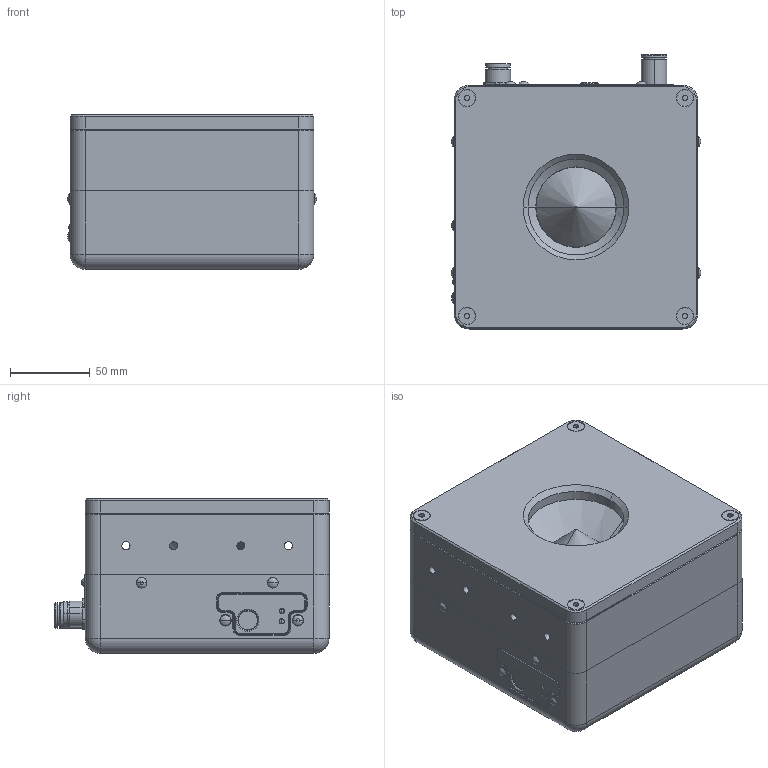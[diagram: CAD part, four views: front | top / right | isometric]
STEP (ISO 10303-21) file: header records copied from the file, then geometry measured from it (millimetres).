
FILE_DESCRIPTION (( 'STEP AP214' ), '1' );
FILE_NAME ('SK-10049- HP60A-15KW-GD-BLU.STEP', '2020-05-22T15:11:14', ( '' ), ( '' ), 'SwSTEP 2.0', 'SolidWorks 2019', '' );
FILE_SCHEMA (( 'AUTOMOTIVE_DESIGN' ));
Length unit declared in the file: millimetre
Products named in the file (2): SK-10049- HP60A-15KW-GD-BLU
Bounding box: 156.11 x 171.43 x 96.84 mm (x, y, z)
Surface area: 206262 mm2 (no closed solid volume)
Topology: 0 solids, 25 shells, 551 faces, 1449 edges, 904 vertices
Faces by surface type: plane 216, cylinder 193, cone 96, sphere 34, torus 8, bspline 4
Entity records: 20024 total; most frequent: CARTESIAN_POINT 3399, DIRECTION 3050, ORIENTED_EDGE 2586, EDGE_CURVE 1425, AXIS2_PLACEMENT_3D 1151, VERTEX_POINT 904, VECTOR 748, LINE 748
